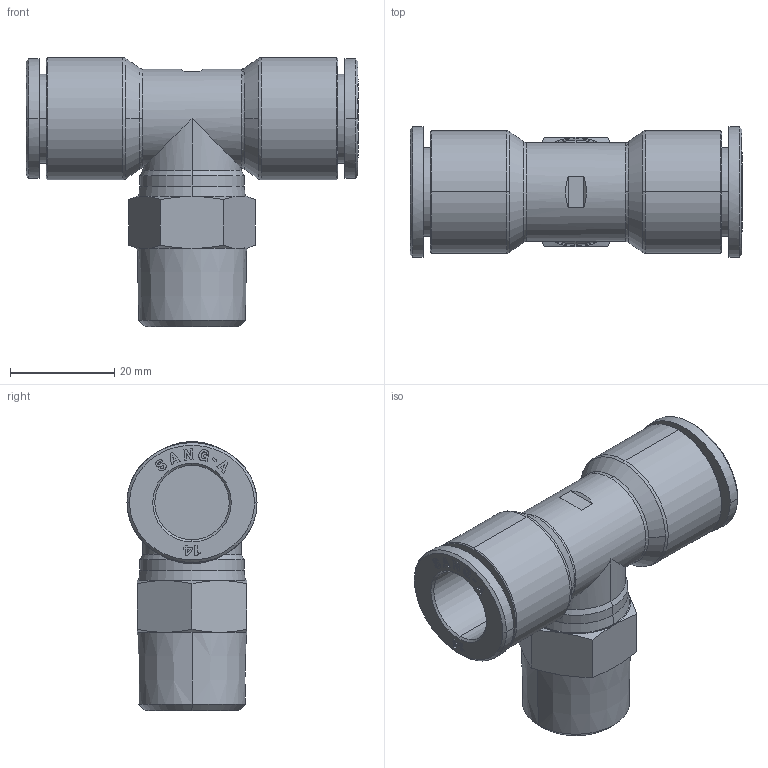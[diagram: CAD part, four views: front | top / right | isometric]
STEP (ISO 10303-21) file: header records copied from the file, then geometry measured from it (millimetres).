
FILE_DESCRIPTION (( 'STEP AP214' ), '1' );
FILE_NAME ('PT14-04.stp', '2015-10-14T10:15:02', ( '' ), ( '' ), 'SwSTEP 2.0', 'SolidWorks 2015', '' );
FILE_SCHEMA (( 'AUTOMOTIVE_DESIGN' ));
Length unit declared in the file: millimetre
Products named in the file (2): ｦ+ﾃｦ1; PT14-04
Assembly tree (1 placements, depth 2):
  PT14-04
    ｦ+ﾃｦ1
Bounding box: 63.8 x 25 x 51.7 mm (x, y, z)
Volume: 24209.7 mm3; surface area: 11280.7 mm2
Topology: 1 solids, 1 shells, 360 faces, 942 edges, 613 vertices
Faces by surface type: plane 221, bspline 64, cone 37, cylinder 34, torus 4
Entity records: 13788 total; most frequent: CARTESIAN_POINT 4730, ORIENTED_EDGE 1880, DIRECTION 1494, EDGE_CURVE 940, LINE 648, VECTOR 648, VERTEX_POINT 613, AXIS2_PLACEMENT_3D 423
